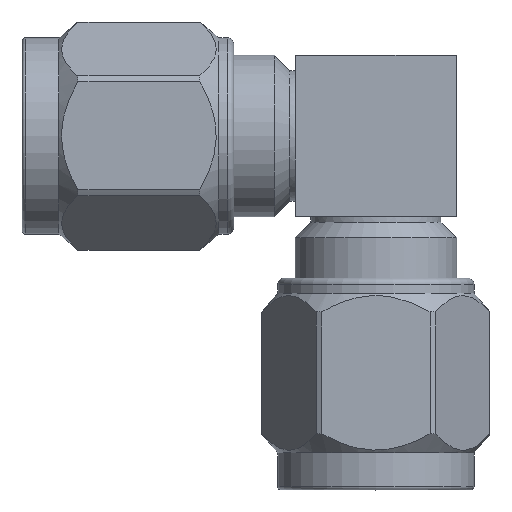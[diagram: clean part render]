
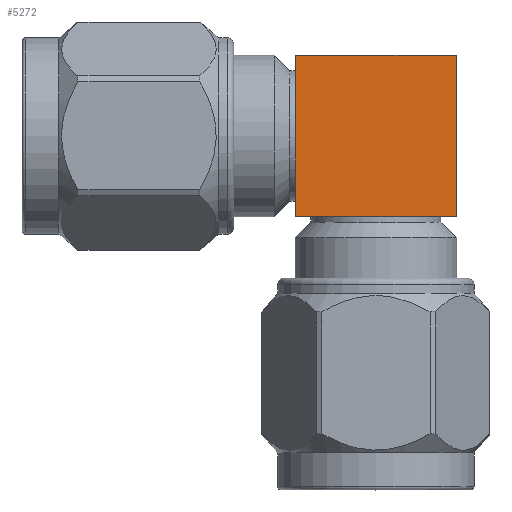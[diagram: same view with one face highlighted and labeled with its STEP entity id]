
A CAD part, top view. The second image highlights one B-rep face of the part: STEP entity #5272.
In plain terms, the highlighted planar face has unit normal (0, 0, 1).
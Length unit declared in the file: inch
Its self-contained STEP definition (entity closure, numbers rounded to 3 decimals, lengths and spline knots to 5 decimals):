
#132 = CARTESIAN_POINT ( 'NONE',  ( -0.125, 0.125, 0.125 ) ) ;
#580 = DIRECTION ( 'NONE',  ( 0., -1., 0. ) ) ;
#659 = CARTESIAN_POINT ( 'NONE',  ( 0.125, -0.125, 0.125 ) ) ;
#1016 = FACE_OUTER_BOUND ( 'NONE', #5303, .T. ) ;
#1084 = LINE ( 'NONE', #2589, #2190 ) ;
#1173 = VECTOR ( 'NONE', #2073, 39.37008 ) ;
#1231 = LINE ( 'NONE', #5953, #5738 ) ;
#1659 = EDGE_CURVE ( 'NONE', #5296, #4568, #1084, .T. ) ;
#2073 = DIRECTION ( 'NONE',  ( 0., -1., 0. ) ) ;
#2190 = VECTOR ( 'NONE', #3086, 39.37008 ) ;
#2589 = CARTESIAN_POINT ( 'NONE',  ( -0.125, 0.125, 0.125 ) ) ;
#2806 = CARTESIAN_POINT ( 'NONE',  ( 0.125, -0.125, 0.125 ) ) ;
#2898 = DIRECTION ( 'NONE',  ( 1., 0., 0. ) ) ;
#2938 = EDGE_CURVE ( 'NONE', #4568, #3138, #5653, .T. ) ;
#3047 = CARTESIAN_POINT ( 'NONE',  ( 0., 0., 0.125 ) ) ;
#3076 = CARTESIAN_POINT ( 'NONE',  ( -0.125, -0.125, 0.125 ) ) ;
#3086 = DIRECTION ( 'NONE',  ( -1., 0., 0. ) ) ;
#3138 = VERTEX_POINT ( 'NONE', #4907 ) ;
#3460 = ORIENTED_EDGE ( 'NONE', *, *, #1659, .T. ) ;
#3726 = LINE ( 'NONE', #659, #4543 ) ;
#4135 = AXIS2_PLACEMENT_3D ( 'NONE', #3047, #5161, #580 ) ;
#4300 = EDGE_CURVE ( 'NONE', #4756, #5296, #3726, .T. ) ;
#4543 = VECTOR ( 'NONE', #6243, 39.37008 ) ;
#4568 = VERTEX_POINT ( 'NONE', #132 ) ;
#4756 = VERTEX_POINT ( 'NONE', #2806 ) ;
#4907 = CARTESIAN_POINT ( 'NONE',  ( -0.125, -0.125, 0.125 ) ) ;
#5161 = DIRECTION ( 'NONE',  ( 0., 0., -1. ) ) ;
#5207 = ORIENTED_EDGE ( 'NONE', *, *, #2938, .T. ) ;
#5272 = ADVANCED_FACE ( 'NONE', ( #1016 ), #6045, .F. ) ;
#5296 = VERTEX_POINT ( 'NONE', #6330 ) ;
#5303 = EDGE_LOOP ( 'NONE', ( #5398, #3460, #5207, #6390 ) ) ;
#5398 = ORIENTED_EDGE ( 'NONE', *, *, #4300, .T. ) ;
#5653 = LINE ( 'NONE', #3076, #1173 ) ;
#5738 = VECTOR ( 'NONE', #2898, 39.37008 ) ;
#5888 = EDGE_CURVE ( 'NONE', #3138, #4756, #1231, .T. ) ;
#5953 = CARTESIAN_POINT ( 'NONE',  ( -0.125, -0.125, 0.125 ) ) ;
#6045 = PLANE ( 'NONE',  #4135 ) ;
#6243 = DIRECTION ( 'NONE',  ( 0., 1., 0. ) ) ;
#6330 = CARTESIAN_POINT ( 'NONE',  ( 0.125, 0.125, 0.125 ) ) ;
#6390 = ORIENTED_EDGE ( 'NONE', *, *, #5888, .T. ) ;
